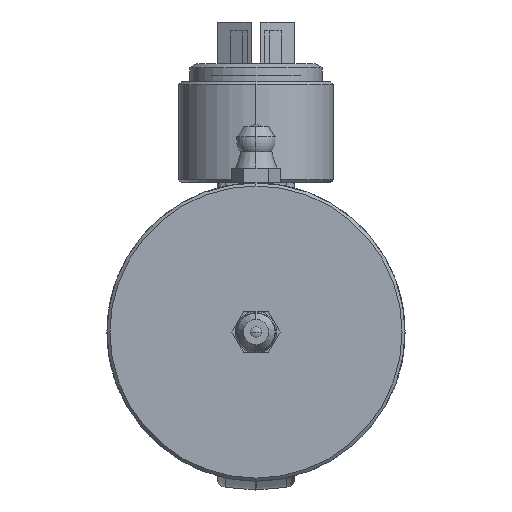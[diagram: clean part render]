
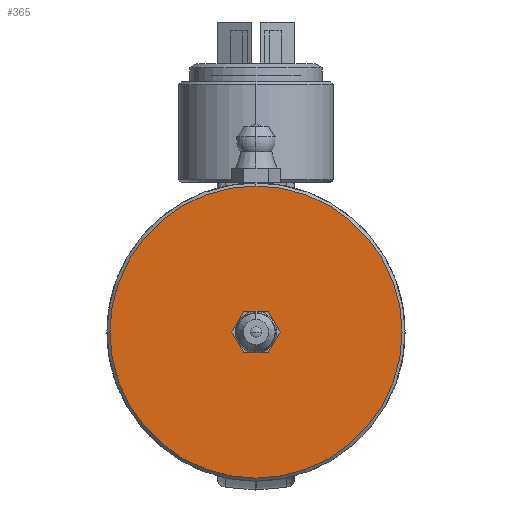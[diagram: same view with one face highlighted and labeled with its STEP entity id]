
A CAD part, left-side view. The second image highlights one B-rep face of the part: STEP entity #365.
In plain terms, the highlighted planar face has unit normal (-1, 0, 0).
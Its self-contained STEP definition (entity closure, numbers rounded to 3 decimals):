
#50 = ORIENTED_EDGE ( 'NONE', *, *, #12352, .T. ) ;
#199 = AXIS2_PLACEMENT_3D ( 'NONE', #14441, #3429, #977 ) ;
#233 = EDGE_CURVE ( 'NONE', #7203, #15240, #10294, .T. ) ;
#365 = ADVANCED_FACE ( 'NONE', ( #8015, #1839 ), #2941, .T. ) ;
#482 = VERTEX_POINT ( 'NONE', #6657 ) ;
#977 = DIRECTION ( 'NONE',  ( 0., 0., 1. ) ) ;
#1423 = AXIS2_PLACEMENT_3D ( 'NONE', #6501, #7770, #11721 ) ;
#1495 = ORIENTED_EDGE ( 'NONE', *, *, #233, .T. ) ;
#1518 = CARTESIAN_POINT ( 'NONE',  ( -33., 0., 0. ) ) ;
#1689 = AXIS2_PLACEMENT_3D ( 'NONE', #13080, #10388, #2649 ) ;
#1839 = FACE_OUTER_BOUND ( 'NONE', #11928, .T. ) ;
#2244 = AXIS2_PLACEMENT_3D ( 'NONE', #5626, #13449, #4538 ) ;
#2649 = DIRECTION ( 'NONE',  ( 0., 0., -1. ) ) ;
#2726 = AXIS2_PLACEMENT_3D ( 'NONE', #1518, #2956, #8088 ) ;
#2941 = PLANE ( 'NONE',  #2244 ) ;
#2956 = DIRECTION ( 'NONE',  ( 1., 0., 0. ) ) ;
#3429 = DIRECTION ( 'NONE',  ( -1., 0., 0. ) ) ;
#4198 = ORIENTED_EDGE ( 'NONE', *, *, #9510, .T. ) ;
#4538 = DIRECTION ( 'NONE',  ( 0., 0., 1. ) ) ;
#5626 = CARTESIAN_POINT ( 'NONE',  ( -33., 0., 24.5 ) ) ;
#5916 = EDGE_CURVE ( 'NONE', #15240, #7203, #7724, .T. ) ;
#5927 = VERTEX_POINT ( 'NONE', #13766 ) ;
#6501 = CARTESIAN_POINT ( 'NONE',  ( -33., 0., 0. ) ) ;
#6657 = CARTESIAN_POINT ( 'NONE',  ( -33., 0., -2.365 ) ) ;
#6847 = CARTESIAN_POINT ( 'NONE',  ( -33., 0., 24.5 ) ) ;
#7203 = VERTEX_POINT ( 'NONE', #6847 ) ;
#7724 = CIRCLE ( 'NONE', #199, 24.5 ) ;
#7770 = DIRECTION ( 'NONE',  ( -1., 0., 0. ) ) ;
#8015 = FACE_BOUND ( 'NONE', #14354, .T. ) ;
#8088 = DIRECTION ( 'NONE',  ( 0., 0., -1. ) ) ;
#8626 = CARTESIAN_POINT ( 'NONE',  ( -33., 0., -24.5 ) ) ;
#9510 = EDGE_CURVE ( 'NONE', #482, #5927, #13748, .T. ) ;
#10294 = CIRCLE ( 'NONE', #1423, 24.5 ) ;
#10388 = DIRECTION ( 'NONE',  ( 1., 0., 0. ) ) ;
#11721 = DIRECTION ( 'NONE',  ( 0., 0., 1. ) ) ;
#11928 = EDGE_LOOP ( 'NONE', ( #15214, #1495 ) ) ;
#12163 = CIRCLE ( 'NONE', #1689, 2.365 ) ;
#12352 = EDGE_CURVE ( 'NONE', #5927, #482, #12163, .T. ) ;
#13080 = CARTESIAN_POINT ( 'NONE',  ( -33., 0., 0. ) ) ;
#13449 = DIRECTION ( 'NONE',  ( -1., 0., 0. ) ) ;
#13748 = CIRCLE ( 'NONE', #2726, 2.365 ) ;
#13766 = CARTESIAN_POINT ( 'NONE',  ( -33., 0., 2.365 ) ) ;
#14354 = EDGE_LOOP ( 'NONE', ( #4198, #50 ) ) ;
#14441 = CARTESIAN_POINT ( 'NONE',  ( -33., 0., 0. ) ) ;
#15214 = ORIENTED_EDGE ( 'NONE', *, *, #5916, .T. ) ;
#15240 = VERTEX_POINT ( 'NONE', #8626 ) ;
